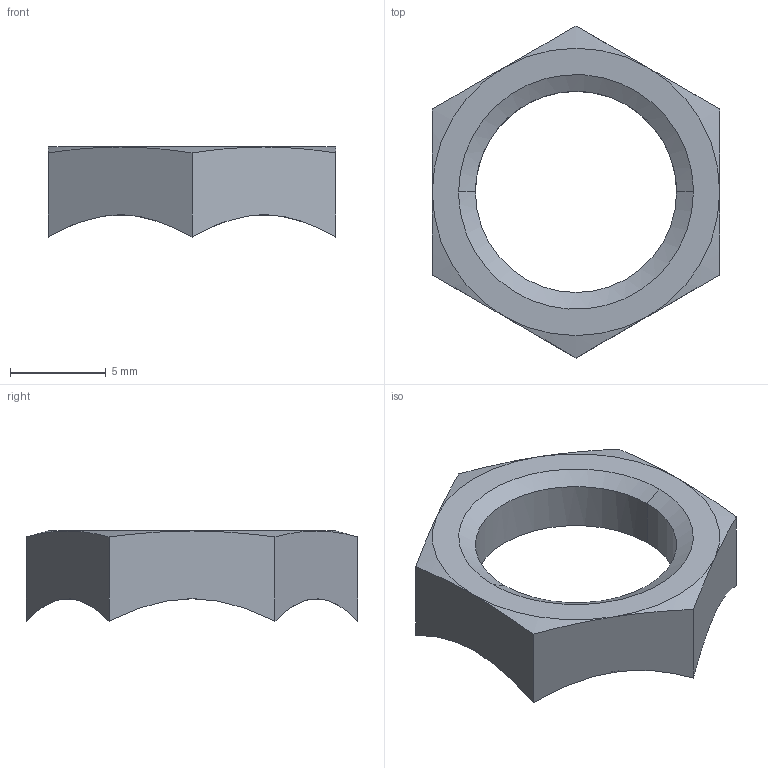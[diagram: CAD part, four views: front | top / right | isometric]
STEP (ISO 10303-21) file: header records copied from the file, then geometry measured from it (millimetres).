
FILE_DESCRIPTION(('CATIA V5R24 STEP','CAx-IF Rec.Pracs.--- Model Styling and Organization---1.2---2011-12-15'),'2;1');
FILE_NAME ('D1455966_0_1777610000_1777610000.stp','2018-01-19T10:04:08+00:00',('none'),('Weidmueller'),'CATIA Version 5-6 Release 2014 SP4 HF52','CATIA V5 STEP AP214','none');
FILE_SCHEMA(('AUTOMOTIVE_DESIGN { 1 0 10303 214 1 1 1 1 }'));
Length unit declared in the file: millimetre
Products named in the file (1): 1777610000_SKMU_EMV_M12
Bounding box: 15 x 17.32 x 4.7 mm (x, y, z)
Volume: 368.9 mm3; surface area: 516.3 mm2
Topology: 1 solids, 1 shells, 22 faces, 54 edges, 34 vertices
Faces by surface type: cone 12, plane 8, cylinder 2
Entity records: 858 total; most frequent: CARTESIAN_POINT 345, ORIENTED_EDGE 108, DIRECTION 68, EDGE_CURVE 54, VERTEX_POINT 34, AXIS2_PLACEMENT_3D 33, B_SPLINE_CURVE_WITH_KNOTS 30, EDGE_LOOP 24
